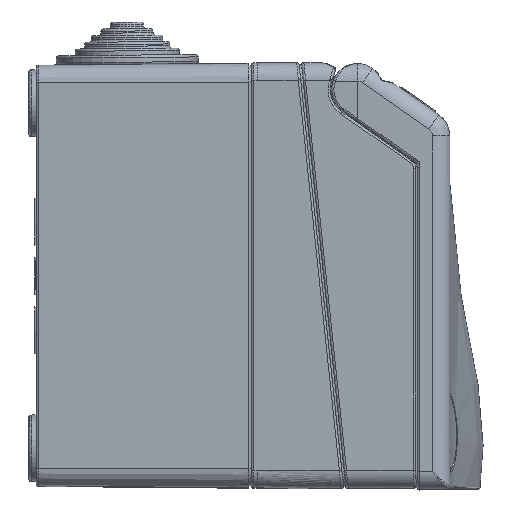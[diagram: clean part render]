
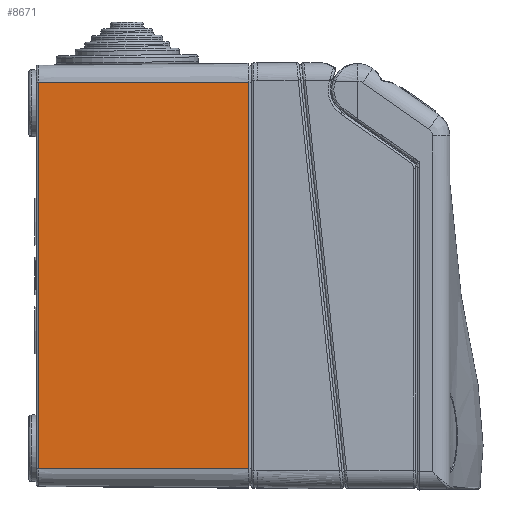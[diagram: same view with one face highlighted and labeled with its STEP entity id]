
A CAD part, top view. The second image highlights one B-rep face of the part: STEP entity #8671.
In plain terms, the highlighted planar face has unit normal (-0.009, 0, 1).
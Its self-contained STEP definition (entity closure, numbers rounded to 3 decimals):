
#524 = VERTEX_POINT ( 'NONE', #26989 ) ;
#650 = EDGE_CURVE ( 'NONE', #524, #10552, #35420, .T. ) ;
#4478 = ORIENTED_EDGE ( 'NONE', *, *, #650, .T. ) ;
#4558 = FACE_OUTER_BOUND ( 'NONE', #8257, .T. ) ;
#5060 = DIRECTION ( 'NONE',  ( -1., 0., -0.009 ) ) ;
#8257 = EDGE_LOOP ( 'NONE', ( #16738, #4478, #26882, #30954 ) ) ;
#8671 = ADVANCED_FACE ( 'NONE', ( #4558 ), #36881, .T. ) ;
#10222 = EDGE_CURVE ( 'NONE', #28799, #524, #36751, .T. ) ;
#10552 = VERTEX_POINT ( 'NONE', #35662 ) ;
#13854 = CARTESIAN_POINT ( 'NONE',  ( -12.8, -40.85, 44.85 ) ) ;
#14495 = AXIS2_PLACEMENT_3D ( 'NONE', #13854, #39834, #26752 ) ;
#14527 = CARTESIAN_POINT ( 'NONE',  ( -12.8, -40.85, 44.85 ) ) ;
#16738 = ORIENTED_EDGE ( 'NONE', *, *, #10222, .T. ) ;
#17105 = CARTESIAN_POINT ( 'NONE',  ( -12.8, 40.85, 44.85 ) ) ;
#18359 = VECTOR ( 'NONE', #36036, 1000. ) ;
#20933 = VECTOR ( 'NONE', #33745, 1000. ) ;
#20980 = EDGE_CURVE ( 'NONE', #28799, #21728, #27102, .T. ) ;
#21728 = VERTEX_POINT ( 'NONE', #35160 ) ;
#24781 = CARTESIAN_POINT ( 'NONE',  ( -12.8, -40.85, 44.85 ) ) ;
#26744 = VECTOR ( 'NONE', #5060, 1000. ) ;
#26752 = DIRECTION ( 'NONE',  ( 0., 1., 0. ) ) ;
#26882 = ORIENTED_EDGE ( 'NONE', *, *, #38552, .F. ) ;
#26989 = CARTESIAN_POINT ( 'NONE',  ( -57.304, 40.85, 44.462 ) ) ;
#27102 = LINE ( 'NONE', #24781, #35489 ) ;
#27726 = DIRECTION ( 'NONE',  ( 0., -1., 0. ) ) ;
#28799 = VERTEX_POINT ( 'NONE', #37592 ) ;
#30954 = ORIENTED_EDGE ( 'NONE', *, *, #20980, .F. ) ;
#33745 = DIRECTION ( 'NONE',  ( -1., 0., -0.009 ) ) ;
#35160 = CARTESIAN_POINT ( 'NONE',  ( -12.8, -40.85, 44.85 ) ) ;
#35420 = LINE ( 'NONE', #39021, #18359 ) ;
#35489 = VECTOR ( 'NONE', #27726, 1000. ) ;
#35662 = CARTESIAN_POINT ( 'NONE',  ( -57.304, -40.85, 44.462 ) ) ;
#36036 = DIRECTION ( 'NONE',  ( 0., -1., 0. ) ) ;
#36751 = LINE ( 'NONE', #17105, #26744 ) ;
#36881 = PLANE ( 'NONE',  #14495 ) ;
#37592 = CARTESIAN_POINT ( 'NONE',  ( -12.8, 40.85, 44.85 ) ) ;
#38552 = EDGE_CURVE ( 'NONE', #21728, #10552, #39882, .T. ) ;
#39021 = CARTESIAN_POINT ( 'NONE',  ( -57.304, -40.85, 44.462 ) ) ;
#39834 = DIRECTION ( 'NONE',  ( -0.009, 0., 1. ) ) ;
#39882 = LINE ( 'NONE', #14527, #20933 ) ;
